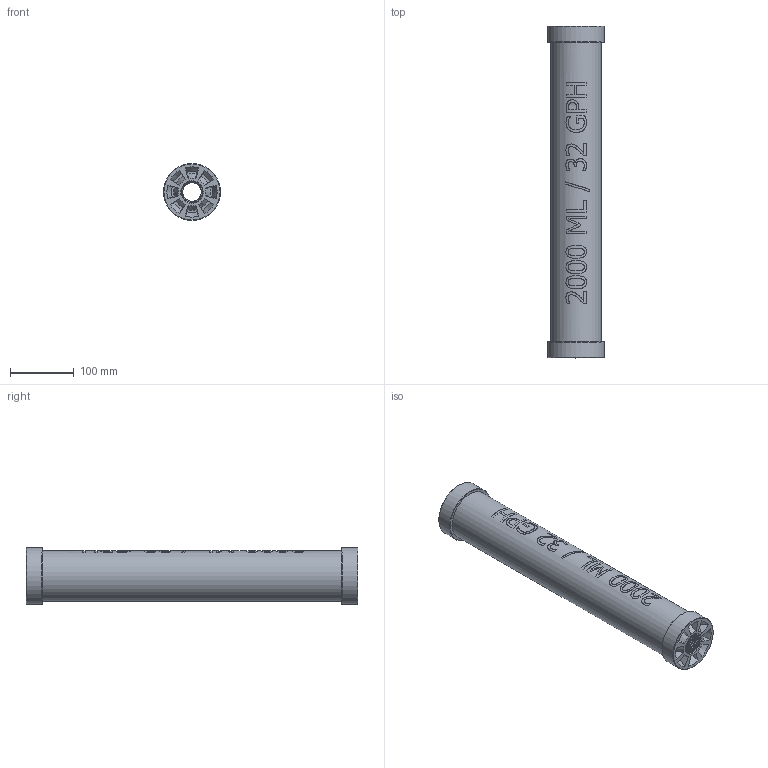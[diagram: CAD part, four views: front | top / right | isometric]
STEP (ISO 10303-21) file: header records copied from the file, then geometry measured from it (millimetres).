
FILE_DESCRIPTION((''),'2;1');
FILE_NAME('PV#2-2000_R0.stp','2016-03-17T11:06:04',('Engineering'),(''),'Autodesk Inventor 2009','Autodesk Inventor 2009','');
FILE_SCHEMA(('AUTOMOTIVE_DESIGN { 1 0 10303 214 1 1 1 1 }'));
Length unit declared in the file: inch
Products named in the file (3): PV#2-2000_R0; PV2000-ENCAP; PV-2000-TUBE_R0
Assembly tree (3 placements, depth 2):
  PV#2-2000_R0
    PV2000-ENCAP  x2
    PV-2000-TUBE_R0
Bounding box: 89.34 x 520.7 x 89.34 mm (x, y, z)
Volume: 403570.9 mm3; surface area: 307693.8 mm2
Topology: 3 solids, 3 shells, 545 faces, 1417 edges, 912 vertices
Faces by surface type: bspline 235, plane 176, cone 78, cylinder 56
Full cylindrical faces by diameter (mm): 29.367 x16, 76.327 x1, 79.375 x1, 89.343 x2
Entity records: 61812 total; most frequent: CARTESIAN_POINT 53991, ORIENTED_EDGE 1900, DIRECTION 1063, EDGE_CURVE 950, VERTEX_POINT 622, VECTOR 481, LINE 481, EDGE_LOOP 406
